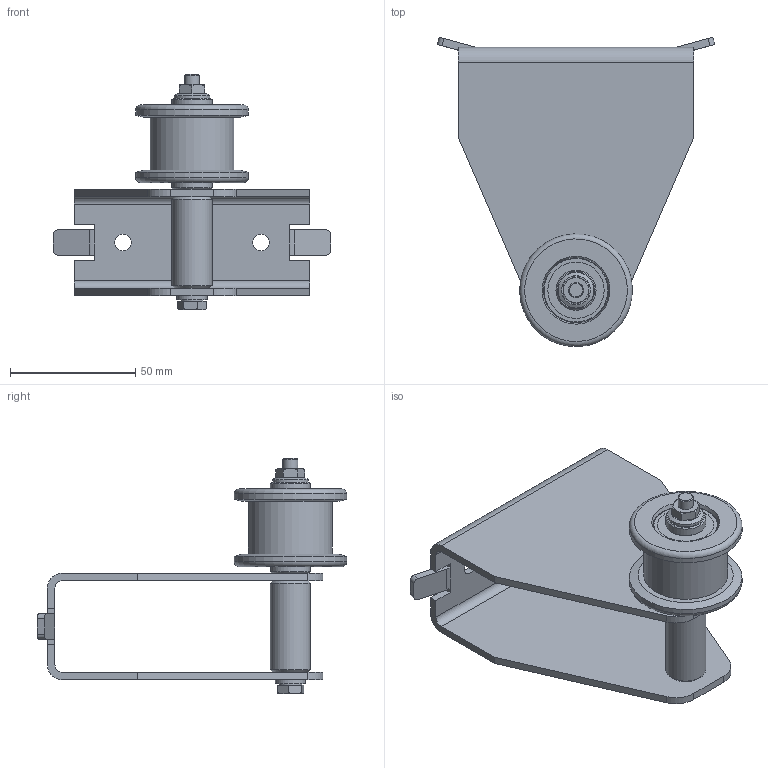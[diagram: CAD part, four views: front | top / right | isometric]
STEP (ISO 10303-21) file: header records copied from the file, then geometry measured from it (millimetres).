
FILE_DESCRIPTION(/* description */ (''),/* implementation_level */ '2;1');
FILE_NAME(/* name */ '6FB1104-0AT07-0AS0_3d.stp',/* time_stamp */ '2018-01-25T13:52:43+01:00',/* author */ ('Naepfel'),/* organization */ ('Siemens AG'),/* preprocessor_version */ 'ST-DEVELOPER v16',/* originating_system */ 'SIEMENS PLM Software NX 10.0',/* authorisation */ '');
FILE_SCHEMA (('AUTOMOTIVE_DESIGN { 1 0 10303 214 3 1 1 1 }'));
Length unit declared in the file: millimetre
Products named in the file (2): A5E43794441A_001; A5E43794432A_001
Assembly tree (1 placements, depth 2):
  A5E43794432A_001
    A5E43794441A_001
Bounding box: 110.75 x 123.52 x 94 mm (x, y, z)
Volume: 91834.6 mm3; surface area: 58143.2 mm2
Topology: 1 solids, 3 shells, 229 faces, 528 edges, 336 vertices
Faces by surface type: plane 88, cylinder 73, cone 34, torus 34
Full cylindrical faces by diameter (mm): 6 x2, 6.1 x3, 6.2 x2, 6.4 x1, 6.6 x2, 9 x1, 10 x3, 12 x1, 14.25 x1, 16 x3, 22.6 x1, 26 x4, 33.5 x1, 45 x2
Entity records: 6615 total; most frequent: DIRECTION 1169, CARTESIAN_POINT 1135, ORIENTED_EDGE 920, AXIS2_PLACEMENT_3D 505, EDGE_CURVE 460, EDGE_LOOP 323, VERTEX_POINT 319, CIRCLE 273
